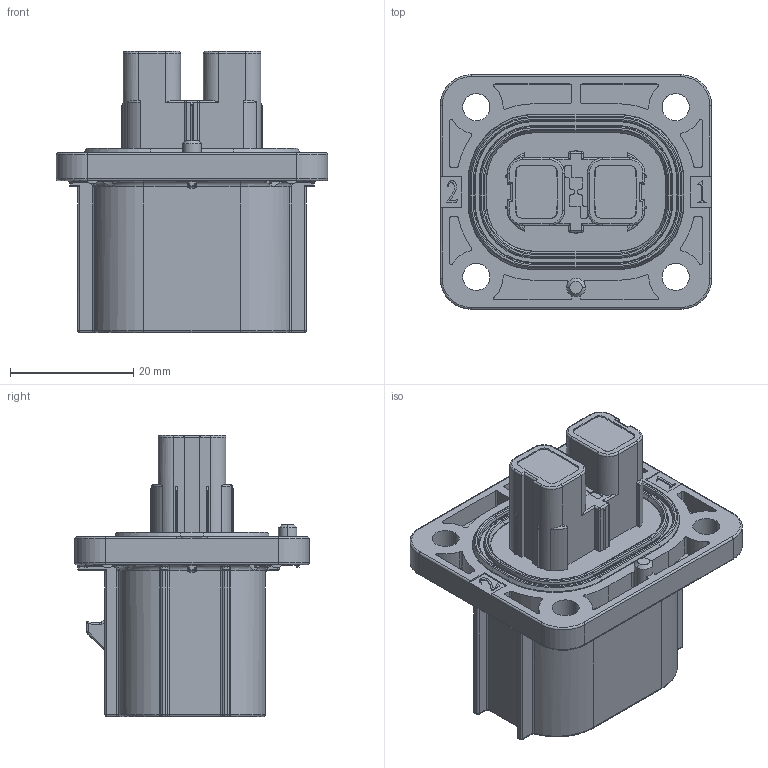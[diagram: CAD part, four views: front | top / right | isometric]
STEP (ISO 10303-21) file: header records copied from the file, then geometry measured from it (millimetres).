
FILE_DESCRIPTION (( 'STEP AP203' ), '1' );
FILE_NAME ('YGEV2-P2RNA²å×ù.STEP', '2025-08-21T01:15:48', ( '' ), ( '' ), 'SwSTEP 2.0', 'SolidWorks 2023', '' );
FILE_SCHEMA (( 'CONFIG_CONTROL_DESIGN' ));
Length unit declared in the file: millimetre
Products named in the file (1): YGEV2-P2RNA插座
Bounding box: 44 x 38 x 45.55 mm (x, y, z)
Volume: 19732.8 mm3; surface area: 12857.5 mm2
Topology: 1 solids, 1 shells, 2218 faces, 5768 edges, 3634 vertices
Faces by surface type: plane 1186, cylinder 523, bspline 289, torus 130, sphere 52, cone 38
Entity records: 83111 total; most frequent: CARTESIAN_POINT 30606, ORIENTED_EDGE 11440, DIRECTION 10027, EDGE_CURVE 5720, VECTOR 3825, LINE 3825, VERTEX_POINT 3634, AXIS2_PLACEMENT_3D 3101
